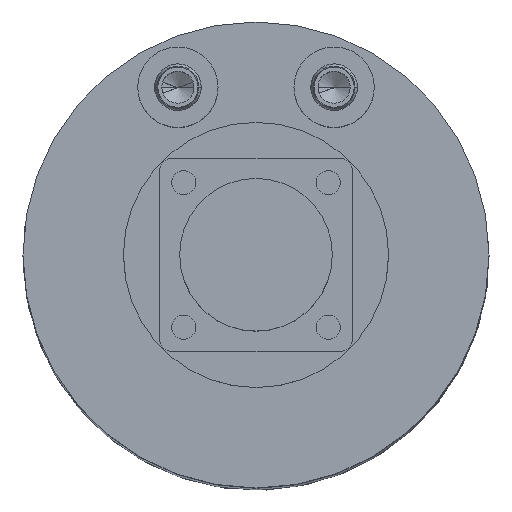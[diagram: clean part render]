
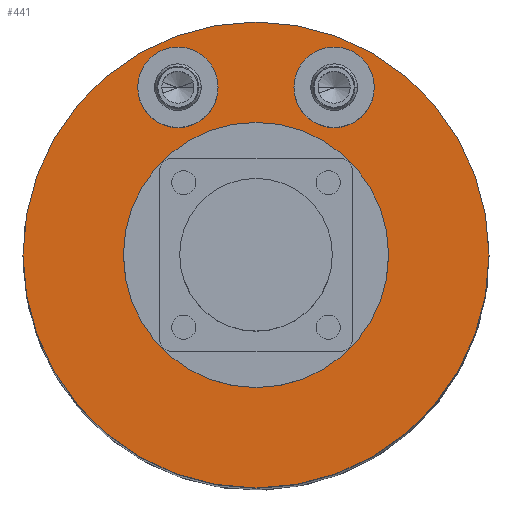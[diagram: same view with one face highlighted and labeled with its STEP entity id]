
A CAD part, top view. The second image highlights one B-rep face of the part: STEP entity #441.
In plain terms, the highlighted planar face has unit normal (0, 0, 1).
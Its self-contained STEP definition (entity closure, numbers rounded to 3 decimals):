
#92 = AXIS2_PLACEMENT_3D ( 'NONE', #1074, #2524, #2078 ) ;
#162 = CARTESIAN_POINT ( 'NONE',  ( 9.72, 20.845, 24. ) ) ;
#186 = ORIENTED_EDGE ( 'NONE', *, *, #2219, .F. ) ;
#195 = EDGE_CURVE ( 'NONE', #715, #1823, #2402, .T. ) ;
#216 = ORIENTED_EDGE ( 'NONE', *, *, #2812, .T. ) ;
#298 = EDGE_LOOP ( 'NONE', ( #216, #2295 ) ) ;
#302 = FACE_OUTER_BOUND ( 'NONE', #298, .T. ) ;
#359 = VERTEX_POINT ( 'NONE', #2090 ) ;
#380 = FACE_BOUND ( 'NONE', #1837, .T. ) ;
#396 = EDGE_CURVE ( 'NONE', #455, #2377, #1974, .T. ) ;
#441 = ADVANCED_FACE ( 'NONE', ( #486, #1125, #380, #302 ), #2867, .T. ) ;
#452 = CIRCLE ( 'NONE', #870, 3.5 ) ;
#455 = VERTEX_POINT ( 'NONE', #490 ) ;
#486 = FACE_BOUND ( 'NONE', #965, .T. ) ;
#490 = CARTESIAN_POINT ( 'NONE',  ( 16.5, 0., 24. ) ) ;
#525 = CARTESIAN_POINT ( 'NONE',  ( -16.5, 0., 24. ) ) ;
#527 = CARTESIAN_POINT ( 'NONE',  ( -29., 0., 24. ) ) ;
#561 = DIRECTION ( 'NONE',  ( 0., 0., 1. ) ) ;
#563 = CIRCLE ( 'NONE', #628, 29. ) ;
#591 = CARTESIAN_POINT ( 'NONE',  ( -6.22, 20.845, 24. ) ) ;
#628 = AXIS2_PLACEMENT_3D ( 'NONE', #2761, #3005, #2769 ) ;
#676 = ORIENTED_EDGE ( 'NONE', *, *, #2364, .F. ) ;
#715 = VERTEX_POINT ( 'NONE', #799 ) ;
#799 = CARTESIAN_POINT ( 'NONE',  ( 29., 0., 24. ) ) ;
#828 = ORIENTED_EDGE ( 'NONE', *, *, #994, .F. ) ;
#847 = VERTEX_POINT ( 'NONE', #2028 ) ;
#870 = AXIS2_PLACEMENT_3D ( 'NONE', #1921, #2166, #1686 ) ;
#965 = EDGE_LOOP ( 'NONE', ( #186, #676 ) ) ;
#994 = EDGE_CURVE ( 'NONE', #2377, #455, #1669, .T. ) ;
#1074 = CARTESIAN_POINT ( 'NONE',  ( 0., 0., 24. ) ) ;
#1125 = FACE_BOUND ( 'NONE', #2464, .T. ) ;
#1169 = DIRECTION ( 'NONE',  ( 0., 0., 1. ) ) ;
#1227 = CIRCLE ( 'NONE', #2822, 3.5 ) ;
#1359 = DIRECTION ( 'NONE',  ( 1., 0., 0. ) ) ;
#1371 = AXIS2_PLACEMENT_3D ( 'NONE', #2360, #2384, #1652 ) ;
#1438 = AXIS2_PLACEMENT_3D ( 'NONE', #1736, #561, #2723 ) ;
#1567 = DIRECTION ( 'NONE',  ( 0., 0., 1. ) ) ;
#1586 = DIRECTION ( 'NONE',  ( 0., 0., 1. ) ) ;
#1652 = DIRECTION ( 'NONE',  ( 1., 0., 0. ) ) ;
#1664 = AXIS2_PLACEMENT_3D ( 'NONE', #1881, #1169, #1912 ) ;
#1669 = CIRCLE ( 'NONE', #2139, 16.5 ) ;
#1686 = DIRECTION ( 'NONE',  ( 1., 0., 0. ) ) ;
#1736 = CARTESIAN_POINT ( 'NONE',  ( -9.72, 20.845, 24. ) ) ;
#1823 = VERTEX_POINT ( 'NONE', #527 ) ;
#1837 = EDGE_LOOP ( 'NONE', ( #828, #1913 ) ) ;
#1881 = CARTESIAN_POINT ( 'NONE',  ( 0., 0., 24. ) ) ;
#1912 = DIRECTION ( 'NONE',  ( 1., 0., 0. ) ) ;
#1913 = ORIENTED_EDGE ( 'NONE', *, *, #396, .F. ) ;
#1921 = CARTESIAN_POINT ( 'NONE',  ( 9.72, 20.845, 24. ) ) ;
#1974 = CIRCLE ( 'NONE', #2870, 16.5 ) ;
#1982 = VERTEX_POINT ( 'NONE', #591 ) ;
#2028 = CARTESIAN_POINT ( 'NONE',  ( 13.22, 20.845, 24. ) ) ;
#2049 = CARTESIAN_POINT ( 'NONE',  ( 0., 0., 24. ) ) ;
#2078 = DIRECTION ( 'NONE',  ( 1., 0., 0. ) ) ;
#2090 = CARTESIAN_POINT ( 'NONE',  ( 6.22, 20.845, 24. ) ) ;
#2139 = AXIS2_PLACEMENT_3D ( 'NONE', #2049, #1567, #2311 ) ;
#2164 = CIRCLE ( 'NONE', #1438, 3.5 ) ;
#2166 = DIRECTION ( 'NONE',  ( 0., 0., 1. ) ) ;
#2219 = EDGE_CURVE ( 'NONE', #1982, #2585, #2318, .T. ) ;
#2295 = ORIENTED_EDGE ( 'NONE', *, *, #195, .T. ) ;
#2311 = DIRECTION ( 'NONE',  ( 1., 0., 0. ) ) ;
#2318 = CIRCLE ( 'NONE', #1371, 3.5 ) ;
#2337 = ORIENTED_EDGE ( 'NONE', *, *, #2541, .F. ) ;
#2360 = CARTESIAN_POINT ( 'NONE',  ( -9.72, 20.845, 24. ) ) ;
#2364 = EDGE_CURVE ( 'NONE', #2585, #1982, #2164, .T. ) ;
#2377 = VERTEX_POINT ( 'NONE', #525 ) ;
#2384 = DIRECTION ( 'NONE',  ( 0., 0., 1. ) ) ;
#2402 = CIRCLE ( 'NONE', #92, 29. ) ;
#2464 = EDGE_LOOP ( 'NONE', ( #2606, #2337 ) ) ;
#2524 = DIRECTION ( 'NONE',  ( 0., 0., 1. ) ) ;
#2541 = EDGE_CURVE ( 'NONE', #359, #847, #1227, .T. ) ;
#2585 = VERTEX_POINT ( 'NONE', #2586 ) ;
#2586 = CARTESIAN_POINT ( 'NONE',  ( -13.22, 20.845, 24. ) ) ;
#2602 = EDGE_CURVE ( 'NONE', #847, #359, #452, .T. ) ;
#2606 = ORIENTED_EDGE ( 'NONE', *, *, #2602, .F. ) ;
#2723 = DIRECTION ( 'NONE',  ( 1., 0., 0. ) ) ;
#2761 = CARTESIAN_POINT ( 'NONE',  ( 0., 0., 24. ) ) ;
#2769 = DIRECTION ( 'NONE',  ( 1., 0., 0. ) ) ;
#2803 = CARTESIAN_POINT ( 'NONE',  ( 0., 0., 24. ) ) ;
#2812 = EDGE_CURVE ( 'NONE', #1823, #715, #563, .T. ) ;
#2822 = AXIS2_PLACEMENT_3D ( 'NONE', #162, #1586, #1359 ) ;
#2831 = DIRECTION ( 'NONE',  ( 1., 0., 0. ) ) ;
#2867 = PLANE ( 'NONE',  #1664 ) ;
#2870 = AXIS2_PLACEMENT_3D ( 'NONE', #2803, #3064, #2831 ) ;
#3005 = DIRECTION ( 'NONE',  ( 0., 0., 1. ) ) ;
#3064 = DIRECTION ( 'NONE',  ( 0., 0., 1. ) ) ;
